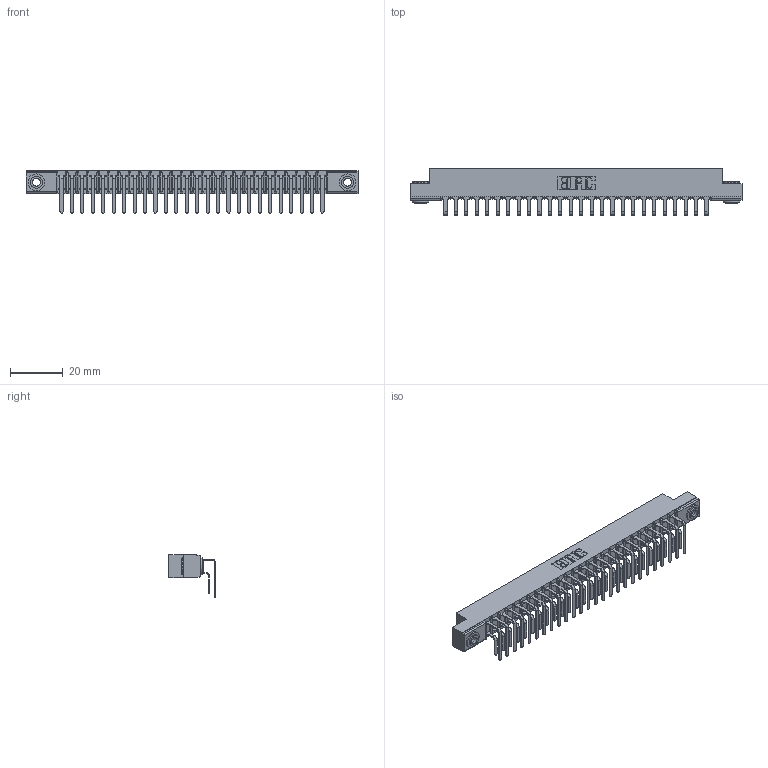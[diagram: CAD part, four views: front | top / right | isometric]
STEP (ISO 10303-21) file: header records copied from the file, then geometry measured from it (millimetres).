
FILE_DESCRIPTION (( 'STEP AP203' ), '1' );
FILE_NAME ('307-052-459-203.STEP', '2020-09-30T07:54:12', ( '' ), ( '' ), 'SwSTEP 2.0', 'SolidWorks 2020', '' );
FILE_SCHEMA (( 'CONFIG_CONTROL_DESIGN' ));
Length unit declared in the file: inch
Products named in the file (5): 307-290-001_559 - 2 (Single); 307-052-459-203; 345-250-002_345-250-002-102; 307 Part_.156 Dia Mounting Holes; 307-290-001_558 559 - 1 (Single)
Assembly tree (55 placements, depth 2):
  307-052-459-203
    307 Part_.156 Dia Mounting Holes
    307-290-001_558 559 - 1 (Single)  x26
    307-290-001_559 - 2 (Single)  x26
    345-250-002_345-250-002-102  x2
Bounding box: 126.03 x 17.69 x 16.08 mm (x, y, z)
Volume: 8475.4 mm3; surface area: 16723.2 mm2
Topology: 55 solids, 55 shells, 2797 faces, 7819 edges, 5066 vertices
Faces by surface type: plane 1810, cylinder 925, sphere 54, cone 8
Entity records: 27606 total; most frequent: CARTESIAN_POINT 4505, ORIENTED_EDGE 4454, DIRECTION 4433, EDGE_CURVE 2227, LINE 1693, VECTOR 1693, VERTEX_POINT 1442, AXIS2_PLACEMENT_3D 1370
